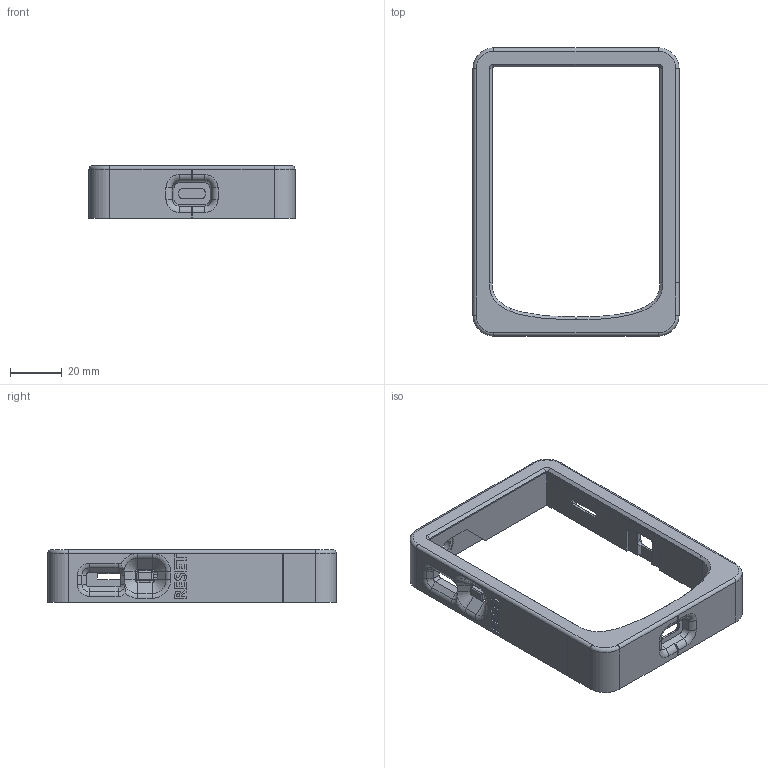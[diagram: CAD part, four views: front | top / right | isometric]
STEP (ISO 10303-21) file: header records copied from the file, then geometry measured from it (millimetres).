
FILE_DESCRIPTION(/* description */ ('STEP AP242','CAx-IF Rec.Pracs.---Representation and Presentation of Product Manufacturing Information (PMI)---4.0---2014-10-13','CAx-IF Rec.Pracs.---3D Tessellated Geometry---0.4---2014-09-14','2;1'),/* implementation_level */ '2;1');
FILE_NAME(/* name */ '65d1f1efe8efae2d3d0fdd3f',/* time_stamp */ '2024-02-18T12:02:55Z',/* author */ (''),/* organization */ (''),/* preprocessor_version */ 'ST-DEVELOPER v19.4',/* originating_system */ ' ',/* authorisation */ ' ');
FILE_SCHEMA (('AP242_MANAGED_MODEL_BASED_3D_ENGINEERING_MIM_LF { 1 0 10303 442 1 1 4 }'));
Length unit declared in the file: metre
Products named in the file (1): tb-top
Bounding box: 79.82 x 111.64 x 20.32 mm (x, y, z)
Volume: 39435 mm3; surface area: 19677.2 mm2
Topology: 1 solids, 1 shells, 450 faces, 1207 edges, 764 vertices
Faces by surface type: plane 201, bspline 119, cylinder 80, torus 28, cone 22
Full cylindrical faces by diameter (mm): 0.508 x4, 2.007 x4, 7.62 x1, 10.16 x1
Entity records: 14873 total; most frequent: CARTESIAN_POINT 4414, ORIENTED_EDGE 2366, DIRECTION 1812, EDGE_CURVE 1183, VERTEX_POINT 754, LINE 710, VECTOR 710, AXIS2_PLACEMENT_3D 551
